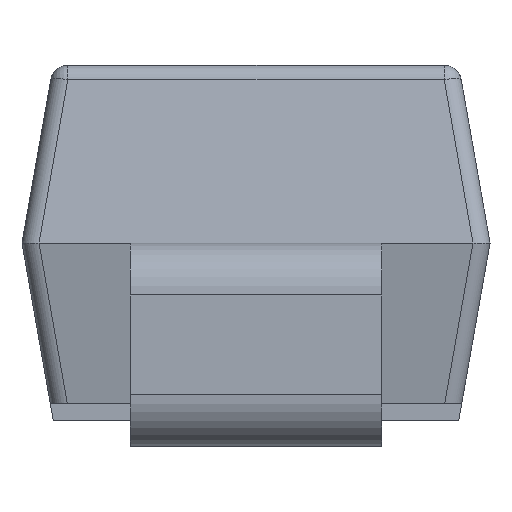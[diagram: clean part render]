
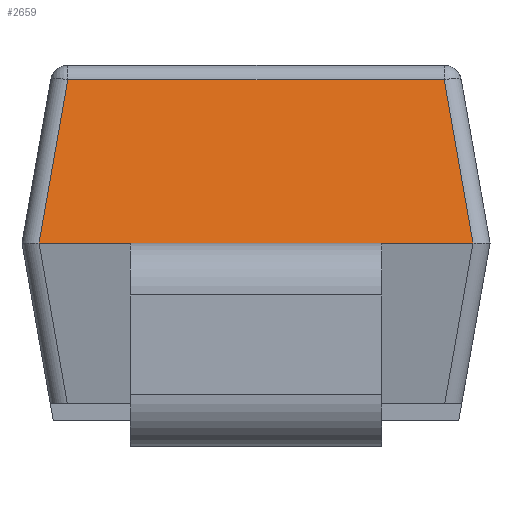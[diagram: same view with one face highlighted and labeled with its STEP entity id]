
A CAD part, left-side view. The second image highlights one B-rep face of the part: STEP entity #2659.
In plain terms, the highlighted planar face has unit normal (-0.985, 0, 0.174).
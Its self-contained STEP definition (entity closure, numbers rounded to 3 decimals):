
#297 = DIRECTION ( 'NONE',  ( 0., -1., 0. ) ) ;
#465 = VECTOR ( 'NONE', #10087, 1000. ) ;
#1181 = PLANE ( 'NONE',  #1630 ) ;
#1195 = EDGE_CURVE ( 'NONE', #7998, #2034, #3304, .T. ) ;
#1324 = EDGE_CURVE ( 'NONE', #5914, #7998, #3749, .T. ) ;
#1500 = DIRECTION ( 'NONE',  ( -0.985, 0., 0.174 ) ) ;
#1630 = AXIS2_PLACEMENT_3D ( 'NONE', #12638, #1500, #1668 ) ;
#1668 = DIRECTION ( 'NONE',  ( 0.174, 0., 0.985 ) ) ;
#1733 = LINE ( 'NONE', #7021, #465 ) ;
#1930 = DIRECTION ( 'NONE',  ( 0., -1., 0. ) ) ;
#2034 = VERTEX_POINT ( 'NONE', #2960 ) ;
#2046 = VECTOR ( 'NONE', #9488, 1000. ) ;
#2048 = ORIENTED_EDGE ( 'NONE', *, *, #12130, .T. ) ;
#2543 = CARTESIAN_POINT ( 'NONE',  ( -2.059, 1.169, 0.942 ) ) ;
#2650 = VERTEX_POINT ( 'NONE', #12278 ) ;
#2659 = ADVANCED_FACE ( 'NONE', ( #6498 ), #1181, .T. ) ;
#2960 = CARTESIAN_POINT ( 'NONE',  ( -2.225, -1.252, 0. ) ) ;
#3290 = CARTESIAN_POINT ( 'NONE',  ( -2.225, 1.35, 0. ) ) ;
#3304 = LINE ( 'NONE', #3290, #5483 ) ;
#3596 = EDGE_LOOP ( 'NONE', ( #10208, #10454, #2048, #5654, #12217, #11477 ) ) ;
#3712 = LINE ( 'NONE', #2543, #8449 ) ;
#3749 = LINE ( 'NONE', #8710, #11622 ) ;
#3942 = CARTESIAN_POINT ( 'NONE',  ( -2.059, -1.085, 0.942 ) ) ;
#4465 = VERTEX_POINT ( 'NONE', #9324 ) ;
#5311 = LINE ( 'NONE', #7362, #2046 ) ;
#5483 = VECTOR ( 'NONE', #297, 1000. ) ;
#5654 = ORIENTED_EDGE ( 'NONE', *, *, #1324, .T. ) ;
#5914 = VERTEX_POINT ( 'NONE', #7509 ) ;
#6074 = DIRECTION ( 'NONE',  ( 0.171, 0.171, 0.97 ) ) ;
#6498 = FACE_OUTER_BOUND ( 'NONE', #3596, .T. ) ;
#7021 = CARTESIAN_POINT ( 'NONE',  ( -2.225, 1.35, 0. ) ) ;
#7191 = CARTESIAN_POINT ( 'NONE',  ( -2.225, -0.725, 0. ) ) ;
#7362 = CARTESIAN_POINT ( 'NONE',  ( -2.228, 1.254, -0.016 ) ) ;
#7509 = CARTESIAN_POINT ( 'NONE',  ( -2.225, 0.725, 0. ) ) ;
#7562 = LINE ( 'NONE', #11249, #10241 ) ;
#7998 = VERTEX_POINT ( 'NONE', #7191 ) ;
#8449 = VECTOR ( 'NONE', #9395, 1000. ) ;
#8710 = CARTESIAN_POINT ( 'NONE',  ( -2.225, 1.35, 0. ) ) ;
#9286 = VERTEX_POINT ( 'NONE', #3942 ) ;
#9324 = CARTESIAN_POINT ( 'NONE',  ( -2.225, 1.252, 0. ) ) ;
#9395 = DIRECTION ( 'NONE',  ( 0., 1., 0. ) ) ;
#9435 = EDGE_CURVE ( 'NONE', #2034, #9286, #7562, .T. ) ;
#9488 = DIRECTION ( 'NONE',  ( -0.171, 0.171, -0.97 ) ) ;
#9913 = EDGE_CURVE ( 'NONE', #2650, #4465, #5311, .T. ) ;
#10087 = DIRECTION ( 'NONE',  ( 0., -1., 0. ) ) ;
#10208 = ORIENTED_EDGE ( 'NONE', *, *, #12874, .T. ) ;
#10241 = VECTOR ( 'NONE', #6074, 1000. ) ;
#10454 = ORIENTED_EDGE ( 'NONE', *, *, #9913, .T. ) ;
#11249 = CARTESIAN_POINT ( 'NONE',  ( -2.149, -1.175, 0.432 ) ) ;
#11477 = ORIENTED_EDGE ( 'NONE', *, *, #9435, .T. ) ;
#11622 = VECTOR ( 'NONE', #1930, 1000. ) ;
#12130 = EDGE_CURVE ( 'NONE', #4465, #5914, #1733, .T. ) ;
#12217 = ORIENTED_EDGE ( 'NONE', *, *, #1195, .T. ) ;
#12278 = CARTESIAN_POINT ( 'NONE',  ( -2.059, 1.085, 0.942 ) ) ;
#12638 = CARTESIAN_POINT ( 'NONE',  ( -2.225, 1.35, 0. ) ) ;
#12874 = EDGE_CURVE ( 'NONE', #9286, #2650, #3712, .T. ) ;
